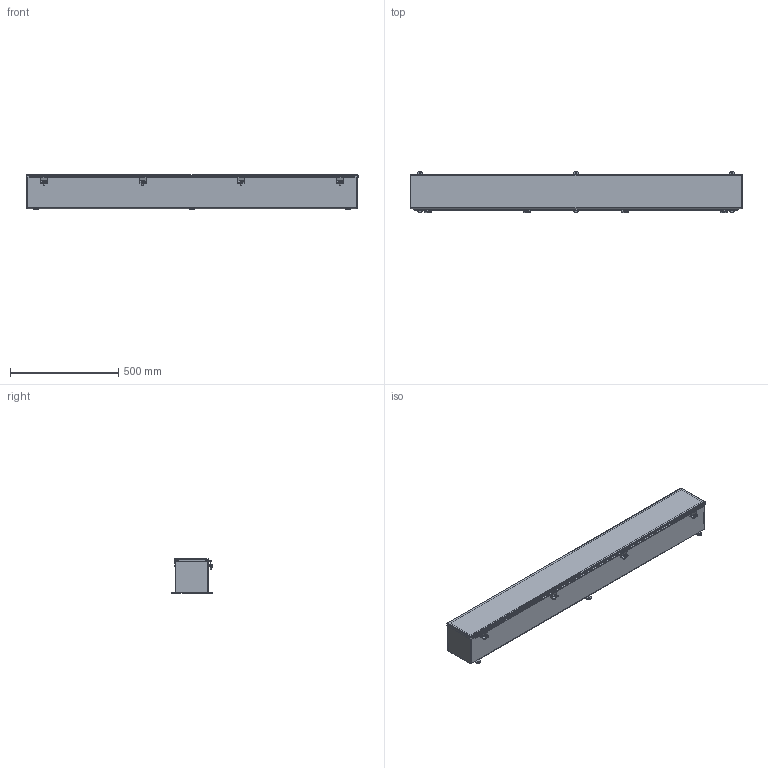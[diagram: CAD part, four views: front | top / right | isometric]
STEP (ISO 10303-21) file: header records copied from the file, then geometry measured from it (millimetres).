
FILE_DESCRIPTION (( 'STEP AP214' ), '1' );
FILE_NAME ('T6660CHSS.STEP', '2020-05-14T14:55:21', ( '' ), ( '' ), 'SwSTEP 2.0', 'SolidWorks 2019', '' );
FILE_SCHEMA (( 'AUTOMOTIVE_DESIGN' ));
Length unit declared in the file: inch
Products named in the file (1): T6660CHSS
Bounding box: 1531.94 x 193 x 160.57 mm (x, y, z)
Volume: 2301718.4 mm3; surface area: 2419098.7 mm2
Topology: 23 solids, 23 shells, 1024 faces, 2825 edges, 1866 vertices
Faces by surface type: plane 613, cylinder 365, bspline 38, torus 4, cone 4
Full cylindrical faces by diameter (mm): 2.54 x1, 2.794 x16, 2.957 x118, 4.978 x4, 6.35 x4, 7.144 x6, 8.738 x4, 10.402 x4
Entity records: 47332 total; most frequent: CARTESIAN_POINT 7561, ORIENTED_EDGE 5256, DIRECTION 5232, EDGE_CURVE 2628, VERTEX_POINT 1850, LINE 1798, VECTOR 1798, AXIS2_PLACEMENT_3D 1717
